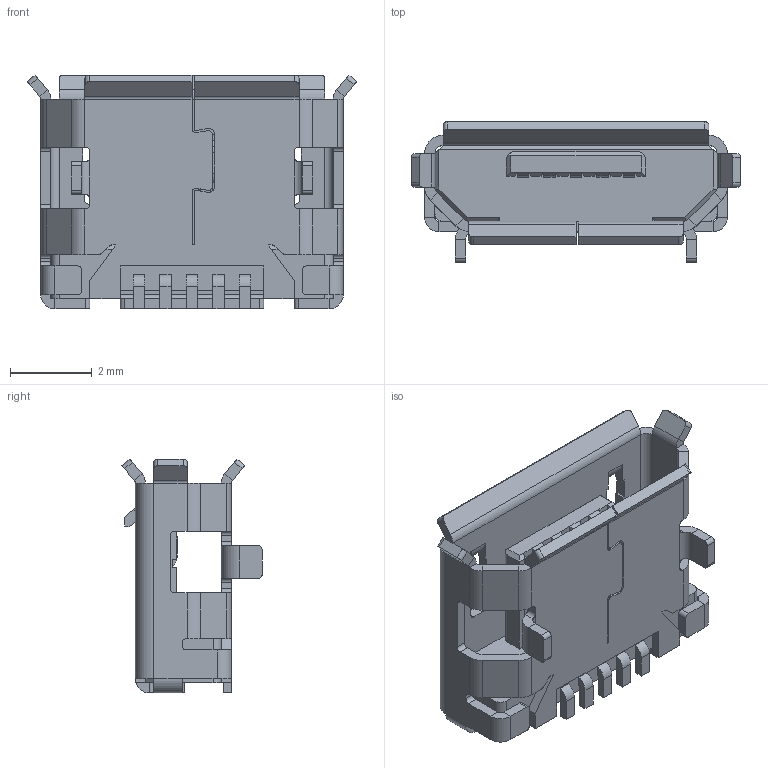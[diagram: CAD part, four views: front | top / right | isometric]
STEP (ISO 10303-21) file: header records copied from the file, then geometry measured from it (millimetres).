
FILE_DESCRIPTION (( 'STEP AP214' ), '1' );
FILE_NAME ('FUS407-FSBK6M-REF.STEP', '2025-01-06T06:38:26', ( '' ), ( '' ), 'SwSTEP 2.0', 'SolidWorks 2021', '' );
FILE_SCHEMA (( 'AUTOMOTIVE_DESIGN' ));
Length unit declared in the file: millimetre
Products named in the file (1): FUS407-FSBK6M-REF
Bounding box: 8.05 x 3.43 x 5.72 mm (x, y, z)
Volume: 42.4 mm3; surface area: 242.4 mm2
Topology: 1 solids, 1 shells, 516 faces, 1333 edges, 816 vertices
Faces by surface type: plane 388, cylinder 128
Entity records: 15513 total; most frequent: CARTESIAN_POINT 2822, ORIENTED_EDGE 2666, DIRECTION 2589, EDGE_CURVE 1333, LINE 1071, VECTOR 1071, VERTEX_POINT 816, AXIS2_PLACEMENT_3D 759
